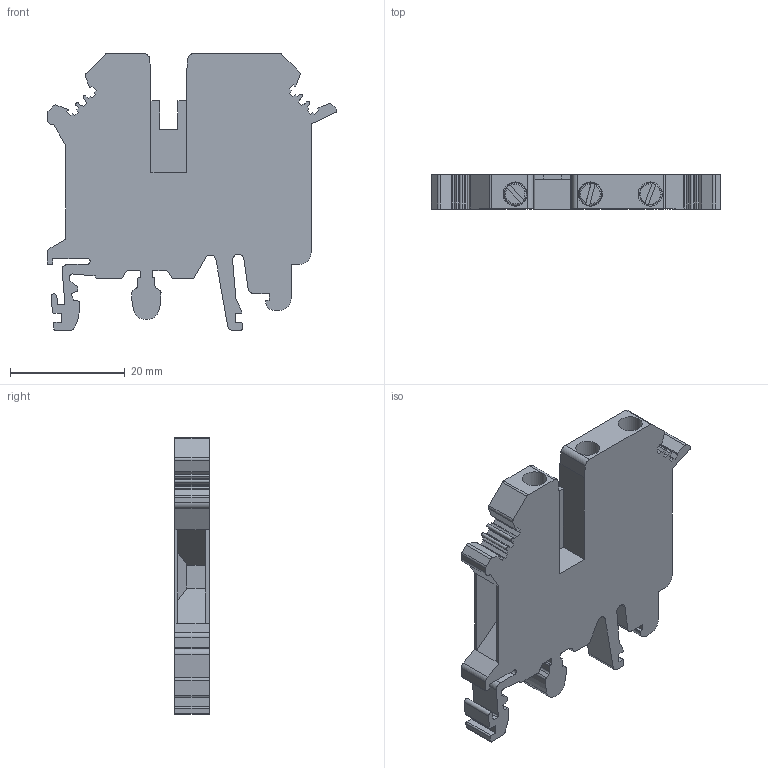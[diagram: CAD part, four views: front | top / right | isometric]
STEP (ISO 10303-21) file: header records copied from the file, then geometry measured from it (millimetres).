
FILE_DESCRIPTION(/* description */ ('Unknown'),/* implementation_level */ '2;1');
FILE_NAME(/* name */ 'UBT4(TWIN)_3D_SOLID',/* time_stamp */ '2024-12-06T14:34:14+05:00',/* author */ ('Unknown'),/* organization */ ('Unknown'),/* preprocessor_version */ 'ST-DEVELOPER v16.7',/* originating_system */ 'Solid Edge',/* authorisation */ 'Unknown');
FILE_SCHEMA (('AUTOMOTIVE_DESIGN {1 0 10303 214 3 1 1}'));
Length unit declared in the file: millimetre
Products named in the file (1): UBT4(TWIN)_3D_SOLID
Bounding box: 50.5 x 6 x 48.2 mm (x, y, z)
Volume: 8282.8 mm3; surface area: 6240.7 mm2
Topology: 1 solids, 1 shells, 239 faces, 688 edges, 458 vertices
Faces by surface type: plane 166, cylinder 63, torus 6, cone 4
Full cylindrical faces by diameter (mm): 3.75 x1, 4.2 x3
Entity records: 9428 total; most frequent: CARTESIAN_POINT 1424, ORIENTED_EDGE 1346, DIRECTION 1280, EDGE_CURVE 673, LINE 506, VECTOR 506, VERTEX_POINT 451, AXIS2_PLACEMENT_3D 387
